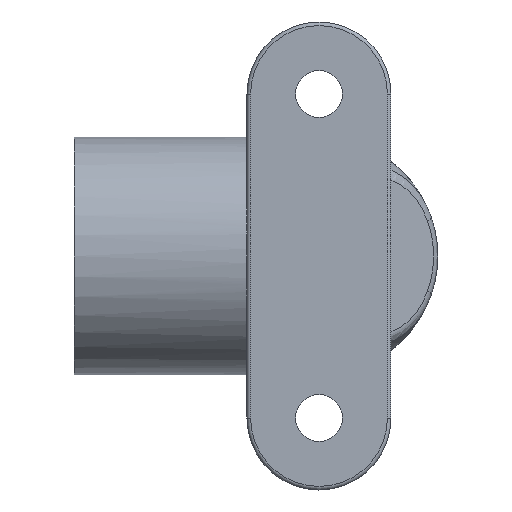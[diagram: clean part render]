
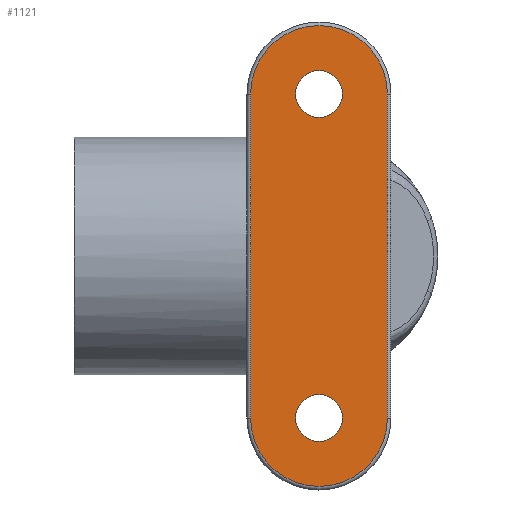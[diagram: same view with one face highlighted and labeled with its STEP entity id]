
A CAD part, front view. The second image highlights one B-rep face of the part: STEP entity #1121.
In plain terms, the highlighted planar face has unit normal (0, -1, 0).
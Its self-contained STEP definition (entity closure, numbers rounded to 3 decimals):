
#28=PLANE('',#1265);
#48=LINE('',#1835,#103);
#50=LINE('',#1850,#105);
#103=VECTOR('',#1362,1000.);
#105=VECTOR('',#1382,1000.);
#406=ORIENTED_EDGE('',*,*,#682,.F.);
#407=ORIENTED_EDGE('',*,*,#683,.F.);
#408=ORIENTED_EDGE('',*,*,#587,.T.);
#409=ORIENTED_EDGE('',*,*,#581,.T.);
#410=ORIENTED_EDGE('',*,*,#583,.T.);
#411=ORIENTED_EDGE('',*,*,#589,.T.);
#581=EDGE_CURVE('',#733,#736,#48,.T.);
#583=EDGE_CURVE('',#736,#738,#830,.T.);
#587=EDGE_CURVE('',#739,#733,#834,.T.);
#589=EDGE_CURVE('',#738,#739,#50,.T.);
#682=EDGE_CURVE('',#797,#797,#873,.T.);
#683=EDGE_CURVE('',#798,#798,#874,.T.);
#733=VERTEX_POINT('',#1829);
#736=VERTEX_POINT('',#1834);
#738=VERTEX_POINT('',#1839);
#739=VERTEX_POINT('',#1844);
#797=VERTEX_POINT('',#2160);
#798=VERTEX_POINT('',#2162);
#830=CIRCLE('',#1189,9.5);
#834=CIRCLE('',#1194,9.5);
#873=CIRCLE('',#1266,3.25);
#874=CIRCLE('',#1267,3.25);
#941=EDGE_LOOP('',(#406));
#942=EDGE_LOOP('',(#407));
#943=EDGE_LOOP('',(#408,#409,#410,#411));
#1031=FACE_BOUND('',#941,.T.);
#1032=FACE_BOUND('',#942,.T.);
#1033=FACE_BOUND('',#943,.T.);
#1121=ADVANCED_FACE('',(#1031,#1032,#1033),#28,.T.);
#1189=AXIS2_PLACEMENT_3D('',#1840,#1367,#1368);
#1194=AXIS2_PLACEMENT_3D('',#1847,#1377,#1378);
#1265=AXIS2_PLACEMENT_3D('',#2158,#1563,#1564);
#1266=AXIS2_PLACEMENT_3D('',#2159,#1565,#1566);
#1267=AXIS2_PLACEMENT_3D('',#2161,#1567,#1568);
#1362=DIRECTION('',(0.,0.,-1.));
#1367=DIRECTION('',(0.,-1.,0.));
#1368=DIRECTION('',(1.,0.,0.));
#1377=DIRECTION('',(0.,-1.,0.));
#1378=DIRECTION('',(1.,0.,0.));
#1382=DIRECTION('',(0.,0.,1.));
#1563=DIRECTION('',(0.,-1.,0.));
#1564=DIRECTION('',(1.,0.,0.));
#1565=DIRECTION('',(0.,-1.,0.));
#1566=DIRECTION('',(1.,0.,0.));
#1567=DIRECTION('',(0.,-1.,0.));
#1568=DIRECTION('',(1.,0.,0.));
#1829=CARTESIAN_POINT('',(-9.5,-40.,22.5));
#1834=CARTESIAN_POINT('',(-9.5,-40.,-22.5));
#1835=CARTESIAN_POINT('',(-9.5,-40.,-22.5));
#1839=CARTESIAN_POINT('',(9.5,-40.,-22.5));
#1840=CARTESIAN_POINT('',(0.,-40.,-22.5));
#1844=CARTESIAN_POINT('',(9.5,-40.,22.5));
#1847=CARTESIAN_POINT('',(0.,-40.,22.5));
#1850=CARTESIAN_POINT('',(9.5,-40.,22.5));
#2158=CARTESIAN_POINT('',(0.,-40.,-22.5));
#2159=CARTESIAN_POINT('',(0.,-40.,22.5));
#2160=CARTESIAN_POINT('',(3.25,-40.,22.5));
#2161=CARTESIAN_POINT('',(0.,-40.,-22.5));
#2162=CARTESIAN_POINT('',(3.25,-40.,-22.5));
